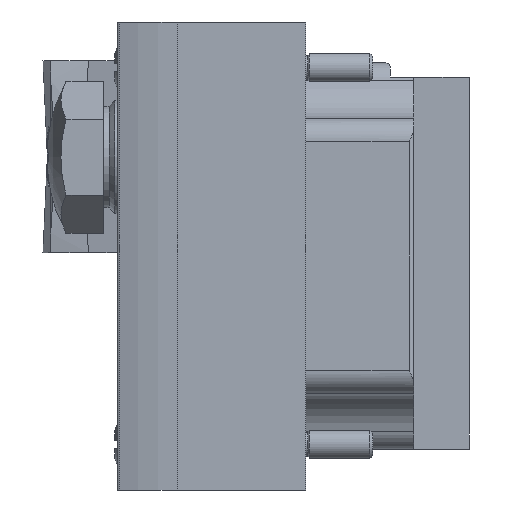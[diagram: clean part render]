
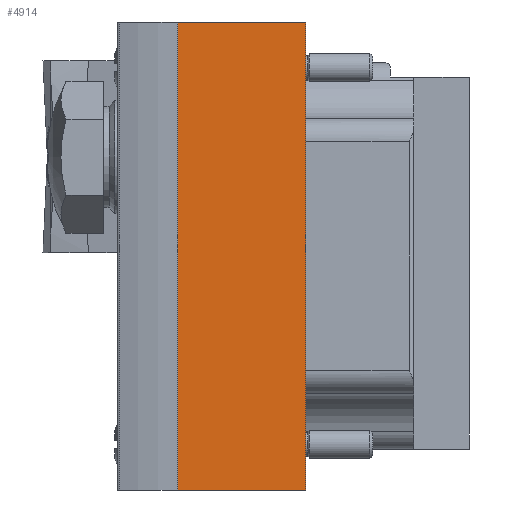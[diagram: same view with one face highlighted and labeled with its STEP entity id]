
A CAD part, left-side view. The second image highlights one B-rep face of the part: STEP entity #4914.
In plain terms, the highlighted planar face has unit normal (-1, 0, 0).
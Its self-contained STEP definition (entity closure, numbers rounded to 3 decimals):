
#575=ORIENTED_EDGE('',*,*,#1965,.T.);
#576=ORIENTED_EDGE('',*,*,#1966,.F.);
#577=ORIENTED_EDGE('',*,*,#1967,.F.);
#578=ORIENTED_EDGE('',*,*,#1962,.T.);
#1962=EDGE_CURVE('',#2658,#2657,#3112,.T.);
#1965=EDGE_CURVE('',#2657,#2660,#3114,.T.);
#1966=EDGE_CURVE('',#2661,#2660,#3115,.T.);
#1967=EDGE_CURVE('',#2658,#2661,#3116,.T.);
#2657=VERTEX_POINT('',#7580);
#2658=VERTEX_POINT('',#7582);
#2660=VERTEX_POINT('',#7588);
#2661=VERTEX_POINT('',#7590);
#3112=LINE('',#7581,#3525);
#3114=LINE('',#7587,#3527);
#3115=LINE('',#7589,#3528);
#3116=LINE('',#7591,#3529);
#3525=VECTOR('',#5990,1000.);
#3527=VECTOR('',#5996,1000.);
#3528=VECTOR('',#5997,1000.);
#3529=VECTOR('',#5998,1000.);
#3908=EDGE_LOOP('',(#575,#576,#577,#578));
#4333=FACE_BOUND('',#3908,.T.);
#4739=PLANE('',#5328);
#4914=ADVANCED_FACE('',(#4333),#4739,.F.);
#5328=AXIS2_PLACEMENT_3D('',#7586,#5994,#5995);
#5990=DIRECTION('',(0.,0.,-1.));
#5994=DIRECTION('',(1.,0.,0.));
#5995=DIRECTION('',(0.,0.,-1.));
#5996=DIRECTION('',(0.,-1.,0.));
#5997=DIRECTION('',(0.,0.,-1.));
#5998=DIRECTION('',(0.,-1.,0.));
#7580=CARTESIAN_POINT('',(-53.65,13.6,-24.85));
#7581=CARTESIAN_POINT('',(-53.65,13.6,24.85));
#7582=CARTESIAN_POINT('',(-53.65,13.6,24.85));
#7586=CARTESIAN_POINT('',(-53.65,13.6,24.85));
#7587=CARTESIAN_POINT('',(-53.65,13.6,-24.85));
#7588=CARTESIAN_POINT('',(-53.65,0.,-24.85));
#7589=CARTESIAN_POINT('',(-53.65,0.,24.85));
#7590=CARTESIAN_POINT('',(-53.65,0.,24.85));
#7591=CARTESIAN_POINT('',(-53.65,13.6,24.85));
